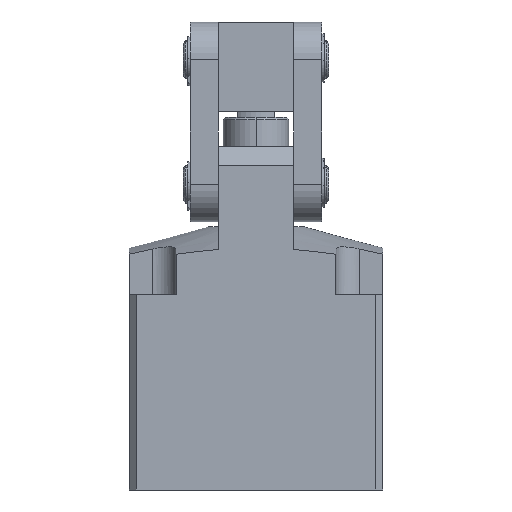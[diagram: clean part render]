
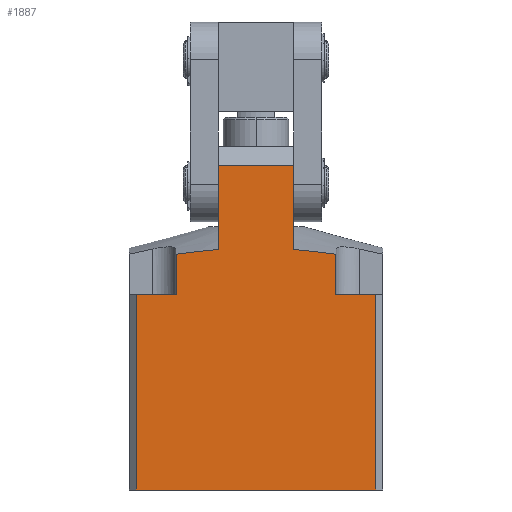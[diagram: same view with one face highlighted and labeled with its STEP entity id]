
A CAD part, left-side view. The second image highlights one B-rep face of the part: STEP entity #1887.
In plain terms, the highlighted planar face has unit normal (-1, 0, 0).
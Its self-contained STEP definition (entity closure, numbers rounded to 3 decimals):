
#321 = LINE ( 'NONE', #759, #323 ) ;
#323 = VECTOR ( 'NONE', #760, 1000. ) ;
#759 = CARTESIAN_POINT ( 'NONE',  ( -54., 0., 0. ) ) ;
#760 = DIRECTION ( 'NONE',  ( 0., -1., 0. ) ) ;
#1139 = VERTEX_POINT ( 'NONE', #9240 ) ;
#1150 = VERTEX_POINT ( 'NONE', #9251 ) ;
#1157 = VERTEX_POINT ( 'NONE', #9258 ) ;
#1158 = VERTEX_POINT ( 'NONE', #9259 ) ;
#1159 = VERTEX_POINT ( 'NONE', #9260 ) ;
#1171 = VERTEX_POINT ( 'NONE', #9272 ) ;
#1186 = VERTEX_POINT ( 'NONE', #9287 ) ;
#1213 = VERTEX_POINT ( 'NONE', #9314 ) ;
#1217 = VERTEX_POINT ( 'NONE', #9318 ) ;
#1219 = VERTEX_POINT ( 'NONE', #9320 ) ;
#1223 = VERTEX_POINT ( 'NONE', #9324 ) ;
#1231 = VERTEX_POINT ( 'NONE', #9332 ) ;
#1546 = EDGE_LOOP ( 'NONE', ( #7246, #7247, #7248, #7249, #7250, #7251, #7252, #7253, #7254, #7255, #7256, #7257 ) ) ;
#1887 = ADVANCED_FACE ( 'NONE', ( #6157 ), #1971, .F. ) ;
#1963 = CARTESIAN_POINT ( 'NONE',  ( -54., 0., 112. ) ) ;
#1971 = PLANE ( 'NONE',  #9560 ) ;
#1973 = DIRECTION ( 'NONE',  ( 1., 0., 0. ) ) ;
#1974 = DIRECTION ( 'NONE',  ( 0., 1., 0. ) ) ;
#2073 = CARTESIAN_POINT ( 'NONE',  ( -54., -28.004, 101.117 ) ) ;
#2074 = CARTESIAN_POINT ( 'NONE',  ( -54., -34., 100.261 ) ) ;
#2085 = CARTESIAN_POINT ( 'NONE',  ( -54., -22.005, 101.811 ) ) ;
#2086 = CARTESIAN_POINT ( 'NONE',  ( -54., -16., 102.268 ) ) ;
#2226 = CARTESIAN_POINT ( 'NONE',  ( -54., 54., 83. ) ) ;
#2227 = DIRECTION ( 'NONE',  ( 0., -1., 0. ) ) ;
#2243 = CARTESIAN_POINT ( 'NONE',  ( -54., -54., 83. ) ) ;
#2244 = DIRECTION ( 'NONE',  ( 0., 1., 0. ) ) ;
#2286 = CARTESIAN_POINT ( 'NONE',  ( -54., 34., 83. ) ) ;
#2288 = DIRECTION ( 'NONE',  ( 0., 0., 1. ) ) ;
#2309 = CARTESIAN_POINT ( 'NONE',  ( -54., -34., 83. ) ) ;
#2310 = DIRECTION ( 'NONE',  ( 0., 0., 1. ) ) ;
#2313 = CARTESIAN_POINT ( 'NONE',  ( -54., 51., 0. ) ) ;
#2314 = DIRECTION ( 'NONE',  ( 0., 0., -1. ) ) ;
#2315 = CARTESIAN_POINT ( 'NONE',  ( -54., -51., 112. ) ) ;
#2316 = DIRECTION ( 'NONE',  ( 0., 0., 1. ) ) ;
#2317 = CARTESIAN_POINT ( 'NONE',  ( -54., -16., -500000. ) ) ;
#2318 = DIRECTION ( 'NONE',  ( 0., 0., 1. ) ) ;
#2319 = CARTESIAN_POINT ( 'NONE',  ( -54., 16., 138. ) ) ;
#2320 = DIRECTION ( 'NONE',  ( 0., 1., 0. ) ) ;
#2321 = CARTESIAN_POINT ( 'NONE',  ( -54., 16., -500000. ) ) ;
#2323 = DIRECTION ( 'NONE',  ( 0., 0., 1. ) ) ;
#2760 = CARTESIAN_POINT ( 'NONE',  ( -54., 18.999, 102.04 ) ) ;
#2764 = CARTESIAN_POINT ( 'NONE',  ( -54., 16., 102.268 ) ) ;
#2765 = CARTESIAN_POINT ( 'NONE',  ( -54., 22., 101.752 ) ) ;
#2766 = CARTESIAN_POINT ( 'NONE',  ( -54., 28.003, 101.076 ) ) ;
#2767 = CARTESIAN_POINT ( 'NONE',  ( -54., 31.008, 100.688 ) ) ;
#2768 = CARTESIAN_POINT ( 'NONE',  ( -54., 34., 100.261 ) ) ;
#4142 = B_SPLINE_CURVE_WITH_KNOTS ( 'NONE', 3,
 ( #2764, #2760, #2765, #2766, #2767, #2768 ),
 .UNSPECIFIED., .F., .F.,
 ( 4, 2, 4 ),
 ( 0.124, 0.134, 0.143 ),
 .UNSPECIFIED. ) ;
#4176 = B_SPLINE_CURVE_WITH_KNOTS ( 'NONE', 3,
 ( #2074, #2073, #2085, #2086 ),
 .UNSPECIFIED., .F., .F.,
 ( 4, 4 ),
 ( 0.074, 0.092 ),
 .UNSPECIFIED. ) ;
#6157 = FACE_OUTER_BOUND ( 'NONE', #1546, .T. ) ;
#6187 = LINE ( 'NONE', #2226, #6190 ) ;
#6190 = VECTOR ( 'NONE', #2227, 1000. ) ;
#6201 = LINE ( 'NONE', #2243, #6204 ) ;
#6204 = VECTOR ( 'NONE', #2244, 1000. ) ;
#6241 = LINE ( 'NONE', #2286, #6244 ) ;
#6244 = VECTOR ( 'NONE', #2288, 1000. ) ;
#6261 = LINE ( 'NONE', #2309, #6264 ) ;
#6264 = VECTOR ( 'NONE', #2310, 1000. ) ;
#6265 = LINE ( 'NONE', #2313, #6268 ) ;
#6267 = LINE ( 'NONE', #2315, #6270 ) ;
#6268 = VECTOR ( 'NONE', #2314, 1000. ) ;
#6269 = LINE ( 'NONE', #2317, #6272 ) ;
#6270 = VECTOR ( 'NONE', #2316, 1000. ) ;
#6271 = LINE ( 'NONE', #2319, #6274 ) ;
#6272 = VECTOR ( 'NONE', #2318, 1000. ) ;
#6273 = LINE ( 'NONE', #2321, #6276 ) ;
#6274 = VECTOR ( 'NONE', #2320, 1000. ) ;
#6276 = VECTOR ( 'NONE', #2323, 1000. ) ;
#6797 = EDGE_CURVE ( 'NONE', #1217, #1186, #4176, .T. ) ;
#6816 = EDGE_CURVE ( 'NONE', #1158, #1157, #6187, .T. ) ;
#6824 = EDGE_CURVE ( 'NONE', #1150, #1159, #6201, .T. ) ;
#6844 = EDGE_CURVE ( 'NONE', #1157, #1223, #6241, .T. ) ;
#6855 = EDGE_CURVE ( 'NONE', #1159, #1217, #6261, .T. ) ;
#6857 = EDGE_CURVE ( 'NONE', #1158, #1219, #6265, .T. ) ;
#6858 = EDGE_CURVE ( 'NONE', #1213, #1150, #6267, .T. ) ;
#6859 = EDGE_CURVE ( 'NONE', #1186, #1171, #6269, .T. ) ;
#6860 = EDGE_CURVE ( 'NONE', #1171, #1139, #6271, .T. ) ;
#6861 = EDGE_CURVE ( 'NONE', #1231, #1139, #6273, .T. ) ;
#7246 = ORIENTED_EDGE ( 'NONE', *, *, #6816, .F. ) ;
#7247 = ORIENTED_EDGE ( 'NONE', *, *, #6857, .T. ) ;
#7248 = ORIENTED_EDGE ( 'NONE', *, *, #9142, .T. ) ;
#7249 = ORIENTED_EDGE ( 'NONE', *, *, #6858, .T. ) ;
#7250 = ORIENTED_EDGE ( 'NONE', *, *, #6824, .T. ) ;
#7251 = ORIENTED_EDGE ( 'NONE', *, *, #6855, .T. ) ;
#7252 = ORIENTED_EDGE ( 'NONE', *, *, #6797, .T. ) ;
#7253 = ORIENTED_EDGE ( 'NONE', *, *, #6859, .T. ) ;
#7254 = ORIENTED_EDGE ( 'NONE', *, *, #6860, .T. ) ;
#7255 = ORIENTED_EDGE ( 'NONE', *, *, #6861, .F. ) ;
#7256 = ORIENTED_EDGE ( 'NONE', *, *, #9009, .T. ) ;
#7257 = ORIENTED_EDGE ( 'NONE', *, *, #6844, .F. ) ;
#9009 = EDGE_CURVE ( 'NONE', #1231, #1223, #4142, .T. ) ;
#9142 = EDGE_CURVE ( 'NONE', #1219, #1213, #321, .T. ) ;
#9240 = CARTESIAN_POINT ( 'NONE',  ( -54., 16., 138. ) ) ;
#9251 = CARTESIAN_POINT ( 'NONE',  ( -54., -51., 83. ) ) ;
#9258 = CARTESIAN_POINT ( 'NONE',  ( -54., 34., 83. ) ) ;
#9259 = CARTESIAN_POINT ( 'NONE',  ( -54., 51., 83. ) ) ;
#9260 = CARTESIAN_POINT ( 'NONE',  ( -54., -34., 83. ) ) ;
#9272 = CARTESIAN_POINT ( 'NONE',  ( -54., -16., 138. ) ) ;
#9287 = CARTESIAN_POINT ( 'NONE',  ( -54., -16., 102.268 ) ) ;
#9314 = CARTESIAN_POINT ( 'NONE',  ( -54., -51., 0. ) ) ;
#9318 = CARTESIAN_POINT ( 'NONE',  ( -54., -34., 100.261 ) ) ;
#9320 = CARTESIAN_POINT ( 'NONE',  ( -54., 51., 0. ) ) ;
#9324 = CARTESIAN_POINT ( 'NONE',  ( -54., 34., 100.261 ) ) ;
#9332 = CARTESIAN_POINT ( 'NONE',  ( -54., 16., 102.268 ) ) ;
#9560 = AXIS2_PLACEMENT_3D ( 'NONE', #1963, #1973, #1974 ) ;
